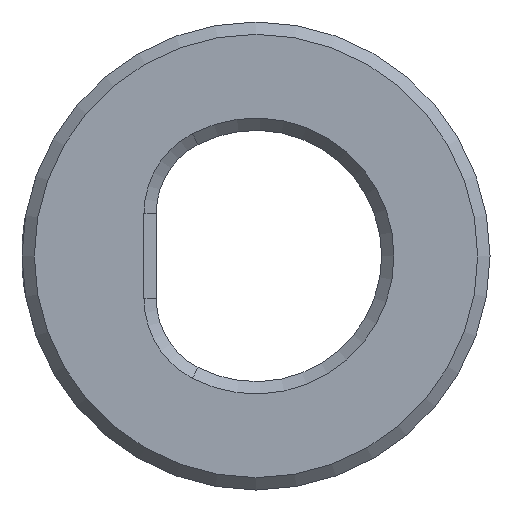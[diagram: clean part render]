
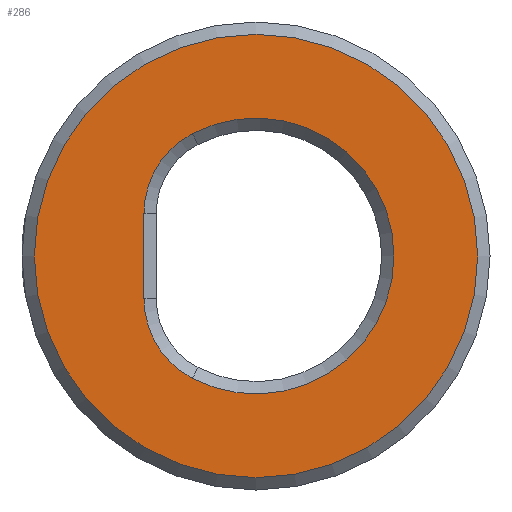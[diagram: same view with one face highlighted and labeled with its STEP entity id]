
A CAD part, front view. The second image highlights one B-rep face of the part: STEP entity #286.
In plain terms, the highlighted planar face has unit normal (0, -1, 0).
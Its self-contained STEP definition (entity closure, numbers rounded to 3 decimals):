
#15=FACE_BOUND('',#52,.T.);
#18=PLANE('',#327);
#33=FACE_OUTER_BOUND('',#51,.T.);
#51=EDGE_LOOP('',(#207));
#52=EDGE_LOOP('',(#208,#209,#210,#211));
#73=LINE('',#510,#94);
#94=VECTOR('',#378,10.);
#112=CIRCLE('',#323,9.);
#115=CIRCLE('',#328,5.6);
#116=CIRCLE('',#329,3.65);
#117=CIRCLE('',#330,3.65);
#129=VERTEX_POINT('',#452);
#135=VERTEX_POINT('',#504);
#136=VERTEX_POINT('',#505);
#137=VERTEX_POINT('',#507);
#138=VERTEX_POINT('',#509);
#153=EDGE_CURVE('',#129,#129,#112,.T.);
#162=EDGE_CURVE('',#135,#136,#115,.T.);
#163=EDGE_CURVE('',#137,#135,#116,.T.);
#164=EDGE_CURVE('',#138,#137,#73,.T.);
#165=EDGE_CURVE('',#136,#138,#117,.T.);
#207=ORIENTED_EDGE('',*,*,#153,.F.);
#208=ORIENTED_EDGE('',*,*,#162,.F.);
#209=ORIENTED_EDGE('',*,*,#163,.F.);
#210=ORIENTED_EDGE('',*,*,#164,.F.);
#211=ORIENTED_EDGE('',*,*,#165,.F.);
#286=ADVANCED_FACE('',(#33,#15),#18,.F.);
#323=AXIS2_PLACEMENT_3D('',#453,#361,#362);
#327=AXIS2_PLACEMENT_3D('',#503,#372,#373);
#328=AXIS2_PLACEMENT_3D('',#506,#374,#375);
#329=AXIS2_PLACEMENT_3D('',#508,#376,#377);
#330=AXIS2_PLACEMENT_3D('',#511,#379,#380);
#361=DIRECTION('center_axis',(0.,1.,0.));
#362=DIRECTION('ref_axis',(1.,0.,0.));
#372=DIRECTION('center_axis',(0.,1.,0.));
#373=DIRECTION('ref_axis',(0.,0.,1.));
#374=DIRECTION('center_axis',(0.,-1.,0.));
#375=DIRECTION('ref_axis',(0.794,0.,-0.608));
#376=DIRECTION('center_axis',(0.,-1.,0.));
#377=DIRECTION('ref_axis',(-0.855,0.,-0.519));
#378=DIRECTION('',(0.,0.,-1.));
#379=DIRECTION('center_axis',(0.,-1.,0.));
#380=DIRECTION('ref_axis',(-0.855,0.,0.519));
#452=CARTESIAN_POINT('',(-9.,-3.5,0.));
#453=CARTESIAN_POINT('Origin',(0.,-3.5,0.));
#503=CARTESIAN_POINT('Origin',(0.,-3.5,0.));
#504=CARTESIAN_POINT('',(-2.585,-3.5,-4.968));
#505=CARTESIAN_POINT('',(-2.585,-3.5,4.968));
#506=CARTESIAN_POINT('Origin',(0.,-3.5,0.));
#507=CARTESIAN_POINT('',(-4.55,-3.5,-1.73));
#508=CARTESIAN_POINT('Origin',(-0.9,-3.5,-1.73));
#509=CARTESIAN_POINT('',(-4.55,-3.5,1.73));
#510=CARTESIAN_POINT('',(-4.55,-3.5,-1.55));
#511=CARTESIAN_POINT('Origin',(-0.9,-3.5,1.73));
